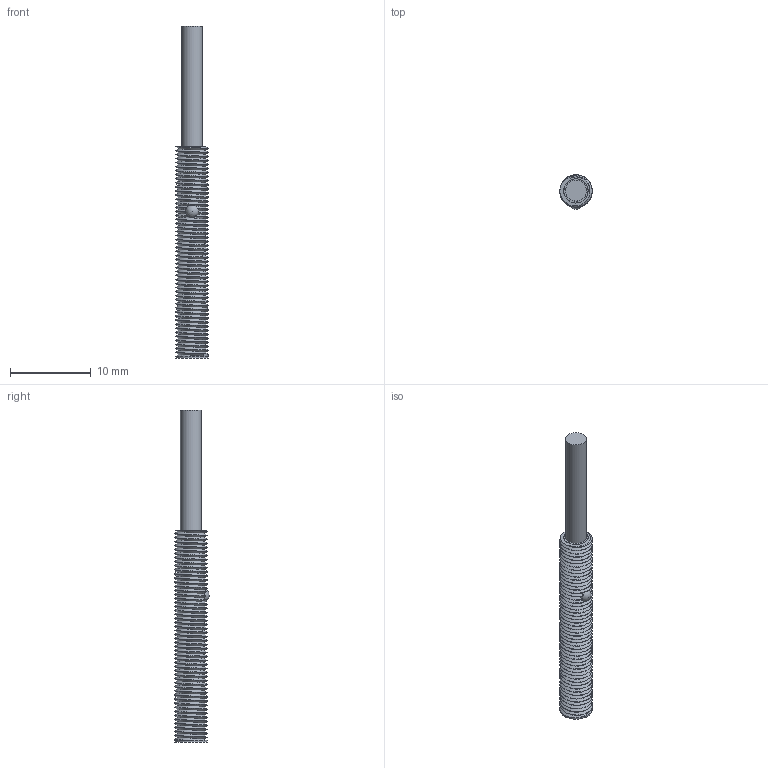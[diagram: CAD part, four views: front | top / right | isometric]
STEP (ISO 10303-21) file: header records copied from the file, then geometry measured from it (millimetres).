
FILE_DESCRIPTION(/* description */ (''),/* implementation_level */ '2;1');
FILE_NAME(/* name */ 'M4_B_KABEL_I1SF-M0401N-O3U2.stp',/* time_stamp */ '2021-08-11T11:20:14+02:00',/* author */ ('S. Sandt'),/* organization */ ('di-soric GmbH & Co. KG'),/* preprocessor_version */ 'ST-DEVELOPER v18.1',/* originating_system */ 'Autodesk Inventor 2021',/* authorisation */ '');
FILE_SCHEMA (('AUTOMOTIVE_DESIGN { 1 0 10303 214 3 1 1 }'));
Length unit declared in the file: millimetre
Products named in the file (1): Bauteil66
Bounding box: 4 x 4.26 x 41.16 mm (x, y, z)
Volume: 185 mm3; surface area: 858.4 mm2
Topology: 1 solids, 1 shells, 87 faces, 250 edges, 167 vertices
Faces by surface type: cylinder 65, plane 12, bspline 7, sphere 3
Full cylindrical faces by diameter (mm): 1.5 x1, 2.6 x1, 3 x2, 4 x49
Entity records: 16158 total; most frequent: CARTESIAN_POINT 14121, ORIENTED_EDGE 498, DIRECTION 300, EDGE_CURVE 249, VERTEX_POINT 167, B_SPLINE_CURVE_WITH_KNOTS 140, AXIS2_PLACEMENT_3D 114, EDGE_LOOP 90
